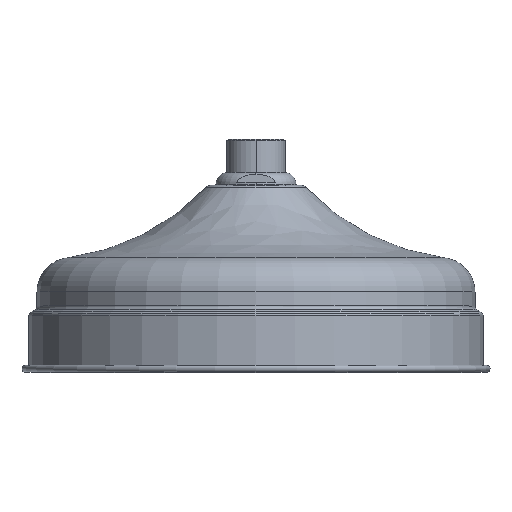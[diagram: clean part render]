
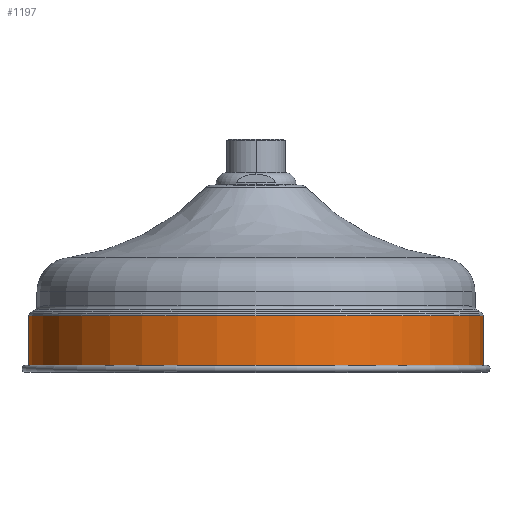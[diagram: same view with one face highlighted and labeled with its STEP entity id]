
A CAD part, top view. The second image highlights one B-rep face of the part: STEP entity #1197.
In plain terms, the highlighted cylindrical face has radius 99 mm (diameter 198 mm), a partial arc.
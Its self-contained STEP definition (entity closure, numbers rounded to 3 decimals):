
#457=CARTESIAN_POINT('',(0.,24.545,0.));
#458=DIRECTION('',(0.,1.,0.));
#459=DIRECTION('',(-1.,0.,0.));
#460=AXIS2_PLACEMENT_3D('',#457,#458,#459);
#462=DIRECTION('',(0.,1.,0.));
#463=VECTOR('',#462,23.045);
#464=CARTESIAN_POINT('',(99.,1.5,0.));
#465=LINE('',#464,#463);
#466=CARTESIAN_POINT('',(0.,1.5,0.));
#467=DIRECTION('',(0.,1.,0.));
#468=DIRECTION('',(-1.,0.,0.));
#469=AXIS2_PLACEMENT_3D('',#466,#467,#468);
#471=DIRECTION('',(0.,1.,0.));
#472=VECTOR('',#471,23.045);
#473=CARTESIAN_POINT('',(-99.,1.5,0.));
#474=LINE('',#473,#472);
#610=CARTESIAN_POINT('',(99.,1.5,0.));
#611=CARTESIAN_POINT('',(-99.,1.5,0.));
#612=VERTEX_POINT('',#610);
#613=VERTEX_POINT('',#611);
#634=CARTESIAN_POINT('',(99.,24.545,0.));
#635=CARTESIAN_POINT('',(-99.,24.545,0.));
#636=VERTEX_POINT('',#634);
#637=VERTEX_POINT('',#635);
#1183=CARTESIAN_POINT('',(0.,-4.075,0.));
#1184=DIRECTION('',(0.,1.,0.));
#1185=DIRECTION('',(1.,0.,0.));
#1186=AXIS2_PLACEMENT_3D('',#1183,#1184,#1185);
#1187=CYLINDRICAL_SURFACE('',#1186,99.);
#1188=ORIENTED_EDGE('',*,*,#1165,.T.);
#1190=ORIENTED_EDGE('',*,*,#1189,.F.);
#1192=ORIENTED_EDGE('',*,*,#1191,.F.);
#1194=ORIENTED_EDGE('',*,*,#1193,.T.);
#1195=EDGE_LOOP('',(#1188,#1190,#1192,#1194));
#1196=FACE_OUTER_BOUND('',#1195,.F.);
#461=CIRCLE('',#460,99.);
#470=CIRCLE('',#469,99.);
#1165=EDGE_CURVE('',#637,#636,#461,.T.);
#1189=EDGE_CURVE('',#612,#636,#465,.T.);
#1191=EDGE_CURVE('',#613,#612,#470,.T.);
#1193=EDGE_CURVE('',#613,#637,#474,.T.);
#1197=ADVANCED_FACE('',(#1196),#1187,.T.);
